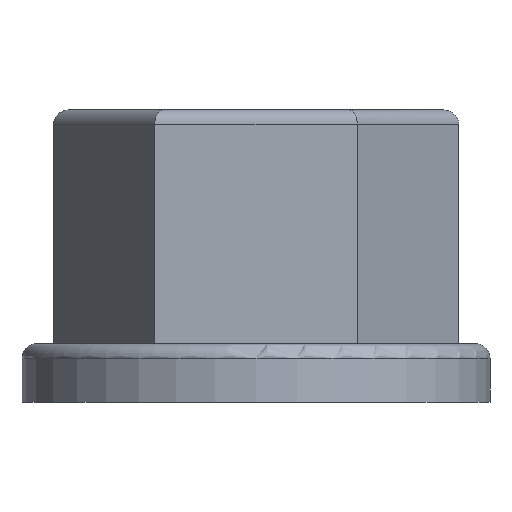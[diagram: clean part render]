
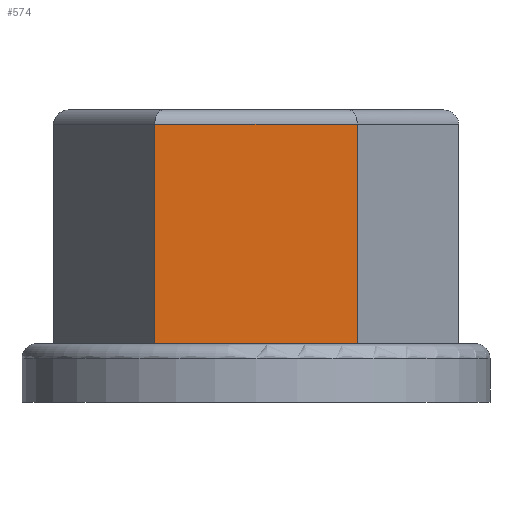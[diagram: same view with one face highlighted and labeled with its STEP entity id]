
A CAD part, front view. The second image highlights one B-rep face of the part: STEP entity #574.
In plain terms, the highlighted planar face has unit normal (0, -1, 0).
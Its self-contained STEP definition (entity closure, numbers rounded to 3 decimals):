
#272=CARTESIAN_POINT('',(-1.732,-3.,1.));
#273=VERTEX_POINT('',#272);
#306=CARTESIAN_POINT('',(1.732,-3.,1.));
#307=VERTEX_POINT('',#306);
#314=CARTESIAN_POINT('',(1.732,-3.,1.));
#315=DIRECTION('',(-1.,0.,0.));
#316=VECTOR('',#315,3.464);
#317=LINE('',#314,#316);
#318=EDGE_CURVE('',#307,#273,#317,.T.);
#329=CARTESIAN_POINT('',(1.732,-3.,4.75));
#330=VERTEX_POINT('',#329);
#362=CARTESIAN_POINT('',(-1.732,-3.,4.75));
#363=VERTEX_POINT('',#362);
#371=CARTESIAN_POINT('',(-1.732,-3.,4.75));
#372=DIRECTION('',(1.,0.,0.));
#373=VECTOR('',#372,3.464);
#374=LINE('',#371,#373);
#375=EDGE_CURVE('',#363,#330,#374,.T.);
#518=CARTESIAN_POINT('',(1.732,-3.,4.75));
#519=DIRECTION('',(0.,0.,-1.));
#520=VECTOR('',#519,3.75);
#521=LINE('',#518,#520);
#522=EDGE_CURVE('',#330,#307,#521,.T.);
#542=CARTESIAN_POINT('',(-1.732,-3.,1.));
#543=DIRECTION('',(0.,0.,1.));
#544=VECTOR('',#543,3.75);
#545=LINE('',#542,#544);
#546=EDGE_CURVE('',#273,#363,#545,.T.);
#563=CARTESIAN_POINT('',(0.,-3.,2.875));
#564=DIRECTION('',(1.,0.,0.));
#565=DIRECTION('',(0.,-1.,0.));
#566=AXIS2_PLACEMENT_3D('',#563,#565,#564);
#567=PLANE('',#566);
#568=ORIENTED_EDGE('',*,*,#375,.F.);
#569=ORIENTED_EDGE('',*,*,#546,.F.);
#570=ORIENTED_EDGE('',*,*,#318,.F.);
#571=ORIENTED_EDGE('',*,*,#522,.F.);
#572=EDGE_LOOP('',(#568,#569,#570,#571));
#573=FACE_OUTER_BOUND('',#572,.T.);
#574=ADVANCED_FACE('F18',(#573),#567,.T.);
